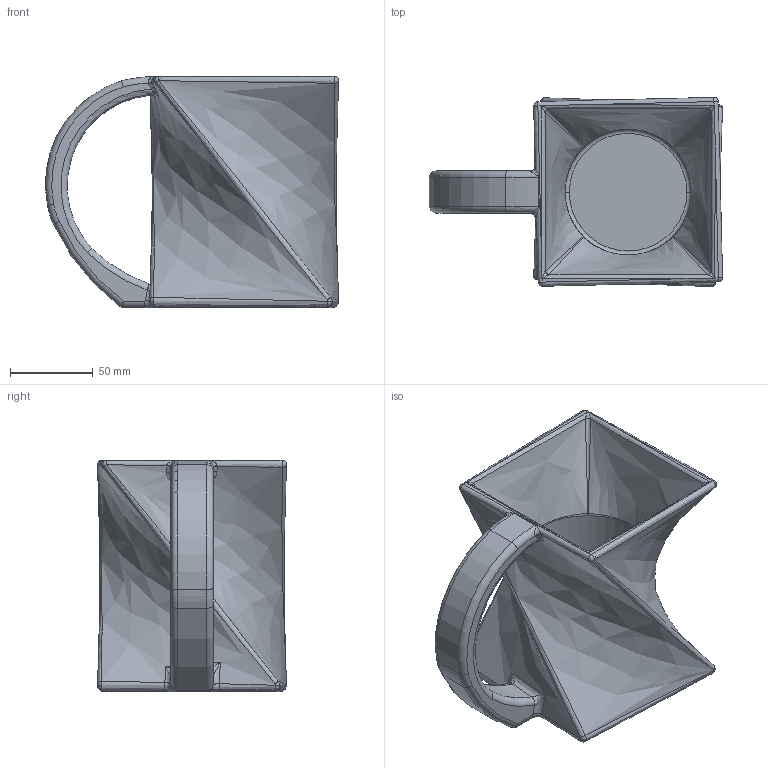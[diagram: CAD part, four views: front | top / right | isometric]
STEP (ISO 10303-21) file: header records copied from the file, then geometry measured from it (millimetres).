
FILE_DESCRIPTION (( 'STEP AP214' ), '1' );
FILE_NAME ('Twist Mug.STEP', '2014-07-21T21:09:07', ( '' ), ( '' ), 'SwSTEP 2.0', 'SolidWorks 2014', '' );
FILE_SCHEMA (( 'AUTOMOTIVE_DESIGN' ));
Length unit declared in the file: inch
Products named in the file (1): Twist Mug
Bounding box: 177.2 x 114.18 x 139.7 mm (x, y, z)
Volume: 557313.8 mm3; surface area: 119935 mm2
Topology: 1 solids, 1 shells, 109 faces, 268 edges, 145 vertices
Faces by surface type: bspline 67, torus 14, cylinder 12, plane 9, sphere 7
Entity records: 6765 total; most frequent: CARTESIAN_POINT 4806, ORIENTED_EDGE 500, DIRECTION 260, EDGE_CURVE 250, B_SPLINE_CURVE_WITH_KNOTS 156, VERTEX_POINT 141, AXIS2_PLACEMENT_3D 123, EDGE_LOOP 109
